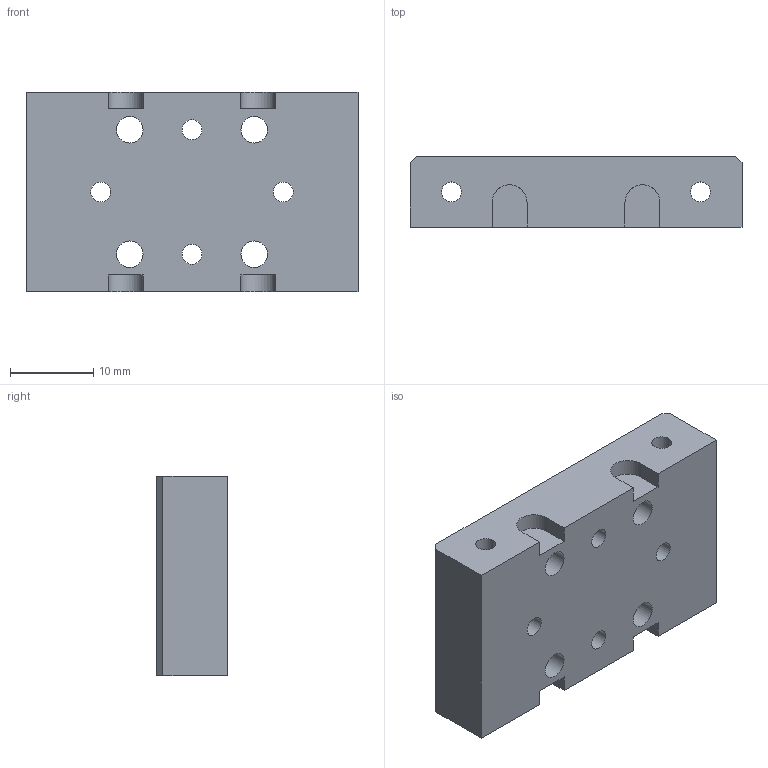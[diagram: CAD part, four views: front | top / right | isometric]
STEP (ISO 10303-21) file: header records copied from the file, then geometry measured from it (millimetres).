
FILE_DESCRIPTION(('FreeCAD Model'),'2;1');
FILE_NAME('PP-MP0307_x_block.step','2019-10-09T12:54:28',('Author'),(''), 'Open CASCADE STEP processor 7.3','FreeCAD','Unknown');
FILE_SCHEMA(('AUTOMOTIVE_DESIGN { 1 0 10303 214 1 1 1 1 }'));
Length unit declared in the file: millimetre
Products named in the file (1): Chamfer
Bounding box: 40 x 8.5 x 24 mm (x, y, z)
Volume: 7044.2 mm3; surface area: 4018.8 mm2
Topology: 1 solids, 1 shells, 42 faces, 108 edges, 72 vertices
Faces by surface type: plane 24, cylinder 18
Full cylindrical faces by diameter (mm): 2.4 x6, 3.2 x4, 6.5 x4
Entity records: 2751 total; most frequent: CARTESIAN_POINT 459, DIRECTION 436, LINE 244, VECTOR 244, ORIENTED_EDGE 216, PCURVE 216, DEFINITIONAL_REPRESENTATION 216, EDGE_CURVE 108
